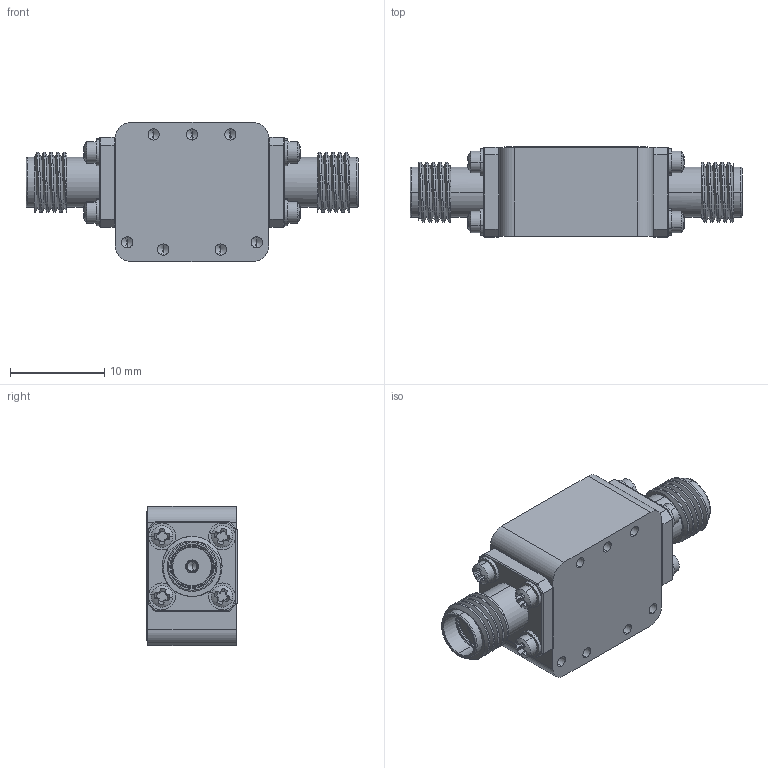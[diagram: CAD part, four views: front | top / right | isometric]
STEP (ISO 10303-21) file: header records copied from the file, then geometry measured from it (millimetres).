
FILE_DESCRIPTION (( 'STEP AP214' ), '1' );
FILE_NAME ('HPF18G-DC15G.STEP', '2023-07-25T17:21:39', ( '' ), ( '' ), 'SwSTEP 2.0', 'SolidWorks 2022', '' );
FILE_SCHEMA (( 'AUTOMOTIVE_DESIGN' ));
Length unit declared in the file: inch
Products named in the file (1): HPF18G-DC15G
Bounding box: 35.15 x 9.54 x 14.73 mm (x, y, z)
Volume: 2895.2 mm3; surface area: 2946.7 mm2
Topology: 28 solids, 28 shells, 768 faces, 2680 edges, 2089 vertices
Faces by surface type: plane 360, cylinder 218, torus 92, cone 78, sphere 16, bspline 4
Entity records: 44950 total; most frequent: CARTESIAN_POINT 11213, ORIENTED_EDGE 5316, DIRECTION 4423, EDGE_CURVE 2658, VERTEX_POINT 2089, AXIS2_PLACEMENT_3D 1571, VECTOR 1281, LINE 1281
